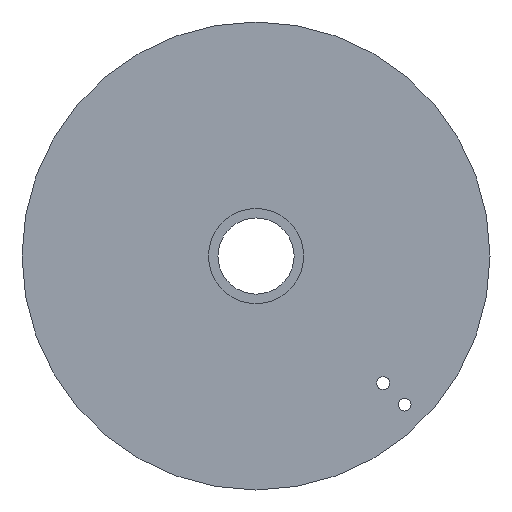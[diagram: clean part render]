
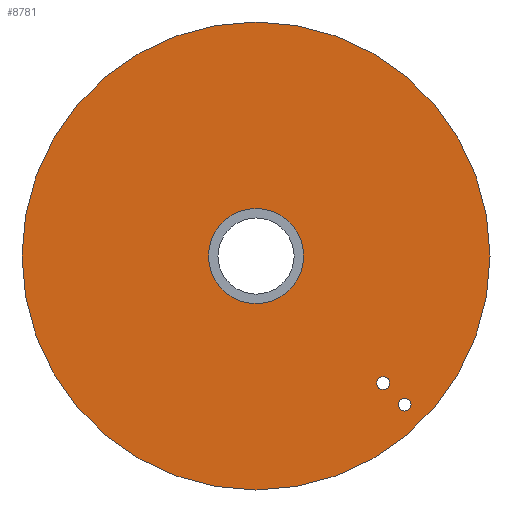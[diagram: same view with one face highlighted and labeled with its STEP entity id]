
A CAD part, front view. The second image highlights one B-rep face of the part: STEP entity #8781.
In plain terms, the highlighted planar face has unit normal (0, -1, 0).
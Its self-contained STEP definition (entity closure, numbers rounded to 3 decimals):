
#1891=FACE_BOUND('',#2932,.T.);
#1892=FACE_BOUND('',#2933,.T.);
#1893=FACE_BOUND('',#2934,.T.);
#2387=FACE_OUTER_BOUND('',#2931,.T.);
#2931=EDGE_LOOP('',(#8060));
#2932=EDGE_LOOP('',(#8061));
#2933=EDGE_LOOP('',(#8062));
#2934=EDGE_LOOP('',(#8063));
#3041=CIRCLE('',#8997,2.5);
#3042=CIRCLE('',#8999,2.5);
#3167=CIRCLE('',#9410,18.5);
#3168=CIRCLE('',#9436,91.);
#3591=VERTEX_POINT('',#12654);
#3592=VERTEX_POINT('',#12658);
#4057=VERTEX_POINT('',#17277);
#4058=VERTEX_POINT('',#17307);
#4571=EDGE_CURVE('',#3591,#3591,#3041,.T.);
#4573=EDGE_CURVE('',#3592,#3592,#3042,.T.);
#5388=EDGE_CURVE('',#4057,#4057,#3167,.F.);
#5393=EDGE_CURVE('',#4058,#4058,#3168,.F.);
#8060=ORIENTED_EDGE('',*,*,#5393,.F.);
#8061=ORIENTED_EDGE('',*,*,#4571,.T.);
#8062=ORIENTED_EDGE('',*,*,#4573,.T.);
#8063=ORIENTED_EDGE('',*,*,#5388,.T.);
#8287=PLANE('',#9437);
#8781=ADVANCED_FACE('',(#2387,#1891,#1892,#1893),#8287,.F.);
#8997=AXIS2_PLACEMENT_3D('',#12656,#10113,#10114);
#8999=AXIS2_PLACEMENT_3D('',#12660,#10118,#10119);
#9410=AXIS2_PLACEMENT_3D('',#17278,#11116,#11117);
#9436=AXIS2_PLACEMENT_3D('',#17309,#11172,#11173);
#9437=AXIS2_PLACEMENT_3D('',#17310,#11174,#11175);
#10113=DIRECTION('center_axis',(0.,1.,0.));
#10114=DIRECTION('ref_axis',(-1.,0.,0.));
#10118=DIRECTION('center_axis',(0.,1.,0.));
#10119=DIRECTION('ref_axis',(-1.,0.,0.));
#11116=DIRECTION('center_axis',(0.,-1.,0.));
#11117=DIRECTION('ref_axis',(1.,0.,0.));
#11172=DIRECTION('center_axis',(0.,-1.,0.));
#11173=DIRECTION('ref_axis',(1.,0.,0.));
#11174=DIRECTION('center_axis',(0.,1.,0.));
#11175=DIRECTION('ref_axis',(1.,0.,0.));
#12654=CARTESIAN_POINT('',(60.293,3.,-57.793));
#12656=CARTESIAN_POINT('Origin',(57.793,3.,-57.793));
#12658=CARTESIAN_POINT('',(51.916,3.,-49.416));
#12660=CARTESIAN_POINT('Origin',(49.416,3.,-49.416));
#17277=CARTESIAN_POINT('',(-18.5,3.,0.));
#17278=CARTESIAN_POINT('Origin',(0.,3.,0.));
#17307=CARTESIAN_POINT('',(-91.017,3.,0.017));
#17309=CARTESIAN_POINT('Origin',(-0.017,3.,0.017));
#17310=CARTESIAN_POINT('Origin',(7.546,3.,-74.607));
